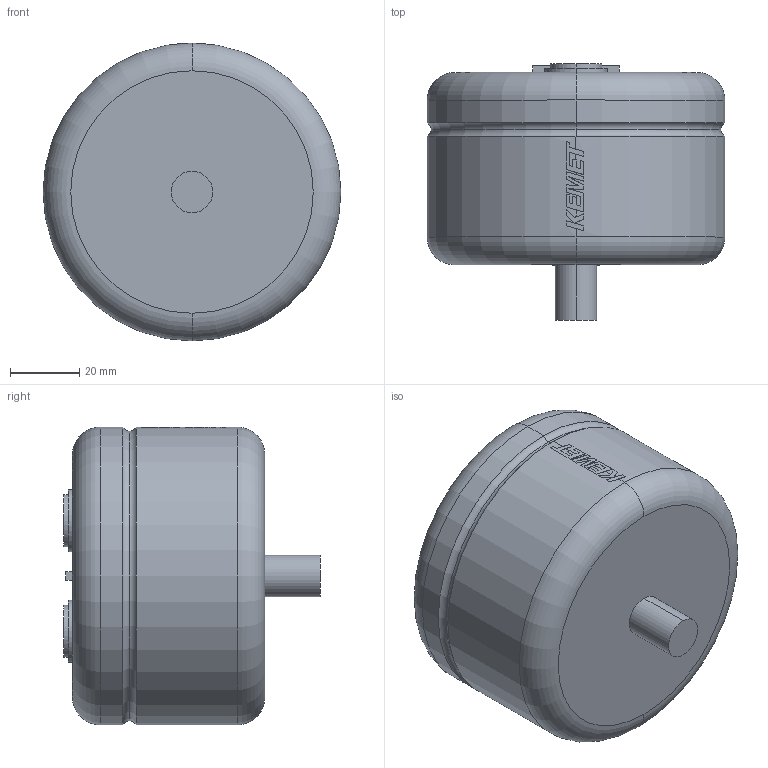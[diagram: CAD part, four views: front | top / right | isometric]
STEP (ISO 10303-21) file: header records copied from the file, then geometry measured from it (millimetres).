
FILE_DESCRIPTION (( 'STEP AP214' ), '1' );
FILE_NAME ('CFP_C44U_T_85X55_D86L55.5S31.9.STEP', '2025-01-29T17:21:33', ( '' ), ( '' ), 'SwSTEP 2.0', 'SolidWorks 2021', '' );
FILE_SCHEMA (( 'AUTOMOTIVE_DESIGN' ));
Length unit declared in the file: millimetre
Products named in the file (1): CFP_C44U_T_85X55_D86L55.5S31.9
Bounding box: 86 x 74 x 86 mm (x, y, z)
Volume: 316742.4 mm3; surface area: 26348.8 mm2
Topology: 1 solids, 1 shells, 104 faces, 270 edges, 176 vertices
Faces by surface type: plane 36, bspline 31, cylinder 29, torus 8
Entity records: 4521 total; most frequent: CARTESIAN_POINT 1099, ORIENTED_EDGE 540, DIRECTION 339, EDGE_CURVE 270, VERTEX_POINT 176, B_SPLINE_CURVE_WITH_KNOTS 131, AXIS2_PLACEMENT_3D 126, EDGE_LOOP 112
